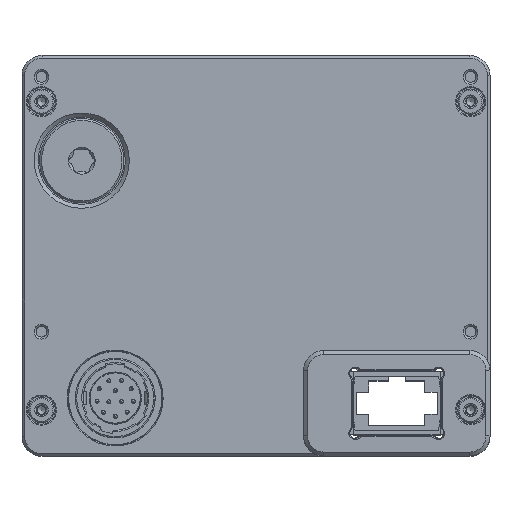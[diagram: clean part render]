
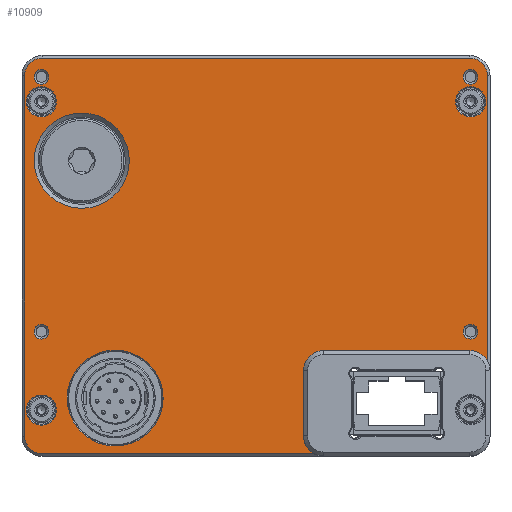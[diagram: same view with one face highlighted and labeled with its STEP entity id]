
A CAD part, top view. The second image highlights one B-rep face of the part: STEP entity #10909.
In plain terms, the highlighted planar face has unit normal (0, 0, 1).
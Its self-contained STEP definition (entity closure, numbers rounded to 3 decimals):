
#10034=FACE_BOUND('',#18792,.T.);
#10035=FACE_BOUND('',#18793,.T.);
#10036=FACE_BOUND('',#18794,.T.);
#10037=FACE_BOUND('',#18795,.T.);
#10038=FACE_BOUND('',#18796,.T.);
#10039=FACE_BOUND('',#18797,.T.);
#10040=FACE_BOUND('',#18798,.T.);
#10041=FACE_BOUND('',#18799,.T.);
#10042=FACE_BOUND('',#18800,.T.);
#10043=FACE_BOUND('',#18801,.T.);
#10909=ADVANCED_FACE('',(#10034,#10035,#10036,#10037,#10038,#10039,#10040,
#10041,#10042,#10043),#14203,.F.);
#14203=PLANE('',#61826);
#18792=EDGE_LOOP('',(#24656));
#18793=EDGE_LOOP('',(#24657));
#18794=EDGE_LOOP('',(#24658));
#18795=EDGE_LOOP('',(#24659));
#18796=EDGE_LOOP('',(#24660));
#18797=EDGE_LOOP('',(#24661));
#18798=EDGE_LOOP('',(#24662));
#18799=EDGE_LOOP('',(#24663));
#18800=EDGE_LOOP('',(#24664));
#18801=EDGE_LOOP('',(#24665,#24666,#24667,#24668,#24669,#24670,#24671,#24672,
#24673,#24674,#24675,#24676));
#22587=CIRCLE('',#61811,7.1);
#22588=CIRCLE('',#61812,7.15);
#22589=CIRCLE('',#61813,2.25);
#22590=CIRCLE('',#61814,2.25);
#22591=CIRCLE('',#61815,2.25);
#22592=CIRCLE('',#61816,1.1);
#22593=CIRCLE('',#61817,1.1);
#22594=CIRCLE('',#61818,1.1);
#22595=CIRCLE('',#61819,1.1);
#22596=CIRCLE('',#61820,2.6);
#22597=CIRCLE('',#61821,3.);
#22598=CIRCLE('',#61822,3.);
#22599=CIRCLE('',#61823,3.);
#22600=CIRCLE('',#61824,2.6);
#22601=CIRCLE('',#61825,2.6);
#24656=ORIENTED_EDGE('',*,*,#44639,.T.);
#24657=ORIENTED_EDGE('',*,*,#44640,.T.);
#24658=ORIENTED_EDGE('',*,*,#44641,.T.);
#24659=ORIENTED_EDGE('',*,*,#44642,.T.);
#24660=ORIENTED_EDGE('',*,*,#44643,.T.);
#24661=ORIENTED_EDGE('',*,*,#44644,.T.);
#24662=ORIENTED_EDGE('',*,*,#44645,.T.);
#24663=ORIENTED_EDGE('',*,*,#44646,.T.);
#24664=ORIENTED_EDGE('',*,*,#44647,.T.);
#24665=ORIENTED_EDGE('',*,*,#44648,.T.);
#24666=ORIENTED_EDGE('',*,*,#44649,.T.);
#24667=ORIENTED_EDGE('',*,*,#44650,.T.);
#24668=ORIENTED_EDGE('',*,*,#44651,.F.);
#24669=ORIENTED_EDGE('',*,*,#44652,.T.);
#24670=ORIENTED_EDGE('',*,*,#44653,.T.);
#24671=ORIENTED_EDGE('',*,*,#44654,.T.);
#24672=ORIENTED_EDGE('',*,*,#44655,.T.);
#24673=ORIENTED_EDGE('',*,*,#44656,.T.);
#24674=ORIENTED_EDGE('',*,*,#44657,.T.);
#24675=ORIENTED_EDGE('',*,*,#44658,.T.);
#24676=ORIENTED_EDGE('',*,*,#44659,.T.);
#39770=VERTEX_POINT('',#82067);
#39771=VERTEX_POINT('',#82069);
#39772=VERTEX_POINT('',#82071);
#39773=VERTEX_POINT('',#82073);
#39774=VERTEX_POINT('',#82075);
#39775=VERTEX_POINT('',#82077);
#39776=VERTEX_POINT('',#82079);
#39777=VERTEX_POINT('',#82081);
#39778=VERTEX_POINT('',#82083);
#39779=VERTEX_POINT('',#82085);
#39780=VERTEX_POINT('',#82086);
#39781=VERTEX_POINT('',#82088);
#39782=VERTEX_POINT('',#82090);
#39783=VERTEX_POINT('',#82092);
#39784=VERTEX_POINT('',#82094);
#39785=VERTEX_POINT('',#82096);
#39786=VERTEX_POINT('',#82098);
#39787=VERTEX_POINT('',#82100);
#39788=VERTEX_POINT('',#82102);
#39789=VERTEX_POINT('',#82104);
#39790=VERTEX_POINT('',#82106);
#44639=EDGE_CURVE('',#39770,#39770,#22587,.T.);
#44640=EDGE_CURVE('',#39771,#39771,#22588,.T.);
#44641=EDGE_CURVE('',#39772,#39772,#22589,.T.);
#44642=EDGE_CURVE('',#39773,#39773,#22590,.T.);
#44643=EDGE_CURVE('',#39774,#39774,#22591,.T.);
#44644=EDGE_CURVE('',#39775,#39775,#22592,.T.);
#44645=EDGE_CURVE('',#39776,#39776,#22593,.T.);
#44646=EDGE_CURVE('',#39777,#39777,#22594,.T.);
#44647=EDGE_CURVE('',#39778,#39778,#22595,.T.);
#44648=EDGE_CURVE('',#39779,#39780,#22596,.T.);
#44649=EDGE_CURVE('',#39780,#39781,#52242,.T.);
#44650=EDGE_CURVE('',#39781,#39782,#22597,.T.);
#44651=EDGE_CURVE('',#39783,#39782,#52243,.T.);
#44652=EDGE_CURVE('',#39783,#39784,#22598,.T.);
#44653=EDGE_CURVE('',#39784,#39785,#52244,.T.);
#44654=EDGE_CURVE('',#39785,#39786,#22599,.T.);
#44655=EDGE_CURVE('',#39786,#39787,#52245,.T.);
#44656=EDGE_CURVE('',#39787,#39788,#22600,.T.);
#44657=EDGE_CURVE('',#39788,#39789,#52246,.T.);
#44658=EDGE_CURVE('',#39789,#39790,#22601,.T.);
#44659=EDGE_CURVE('',#39790,#39779,#52247,.T.);
#52242=LINE('',#82087,#56988);
#52243=LINE('',#82091,#56989);
#52244=LINE('',#82095,#56990);
#52245=LINE('',#82099,#56991);
#52246=LINE('',#82103,#56992);
#52247=LINE('',#82107,#56993);
#56988=VECTOR('',#67033,1.);
#56989=VECTOR('',#67036,1.);
#56990=VECTOR('',#67039,1.);
#56991=VECTOR('',#67042,1.);
#56992=VECTOR('',#67045,1.);
#56993=VECTOR('',#67048,1.);
#61811=AXIS2_PLACEMENT_3D('',#82066,#67013,#67014);
#61812=AXIS2_PLACEMENT_3D('',#82068,#67015,#67016);
#61813=AXIS2_PLACEMENT_3D('',#82070,#67017,#67018);
#61814=AXIS2_PLACEMENT_3D('',#82072,#67019,#67020);
#61815=AXIS2_PLACEMENT_3D('',#82074,#67021,#67022);
#61816=AXIS2_PLACEMENT_3D('',#82076,#67023,#67024);
#61817=AXIS2_PLACEMENT_3D('',#82078,#67025,#67026);
#61818=AXIS2_PLACEMENT_3D('',#82080,#67027,#67028);
#61819=AXIS2_PLACEMENT_3D('',#82082,#67029,#67030);
#61820=AXIS2_PLACEMENT_3D('',#82084,#67031,#67032);
#61821=AXIS2_PLACEMENT_3D('',#82089,#67034,#67035);
#61822=AXIS2_PLACEMENT_3D('',#82093,#67037,#67038);
#61823=AXIS2_PLACEMENT_3D('',#82097,#67040,#67041);
#61824=AXIS2_PLACEMENT_3D('',#82101,#67043,#67044);
#61825=AXIS2_PLACEMENT_3D('',#82105,#67046,#67047);
#61826=AXIS2_PLACEMENT_3D('',#82108,#67049,#67050);
#67013=DIRECTION('',(0.,0.,-1.));
#67014=DIRECTION('',(-1.,0.,0.));
#67015=DIRECTION('',(0.,0.,-1.));
#67016=DIRECTION('',(-1.,0.,0.));
#67017=DIRECTION('',(0.,0.,-1.));
#67018=DIRECTION('',(-1.,0.,0.));
#67019=DIRECTION('',(0.,0.,-1.));
#67020=DIRECTION('',(-1.,0.,0.));
#67021=DIRECTION('',(0.,0.,-1.));
#67022=DIRECTION('',(-1.,0.,0.));
#67023=DIRECTION('',(0.,0.,-1.));
#67024=DIRECTION('',(-1.,0.,0.));
#67025=DIRECTION('',(0.,0.,-1.));
#67026=DIRECTION('',(-1.,0.,0.));
#67027=DIRECTION('',(0.,0.,-1.));
#67028=DIRECTION('',(-1.,0.,0.));
#67029=DIRECTION('',(0.,0.,-1.));
#67030=DIRECTION('',(-1.,0.,0.));
#67031=DIRECTION('',(0.,0.,1.));
#67032=DIRECTION('',(-1.,0.,0.));
#67033=DIRECTION('',(1.,0.,0.));
#67034=DIRECTION('',(0.,0.,-1.));
#67035=DIRECTION('',(-1.,0.,0.));
#67036=DIRECTION('',(0.,-1.,0.));
#67037=DIRECTION('',(0.,0.,-1.));
#67038=DIRECTION('',(-1.,0.,0.));
#67039=DIRECTION('',(1.,0.,0.));
#67040=DIRECTION('',(0.,0.,-1.));
#67041=DIRECTION('',(-1.,0.,0.));
#67042=DIRECTION('',(0.,1.,0.));
#67043=DIRECTION('',(0.,0.,1.));
#67044=DIRECTION('',(-1.,0.,0.));
#67045=DIRECTION('',(-1.,0.,0.));
#67046=DIRECTION('',(0.,0.,1.));
#67047=DIRECTION('',(-1.,0.,0.));
#67048=DIRECTION('',(0.,-1.,0.));
#67049=DIRECTION('',(0.,0.,-1.));
#67050=DIRECTION('',(-1.,0.,0.));
#82066=CARTESIAN_POINT('',(-25.99,14.2,15.5));
#82067=CARTESIAN_POINT('',(-33.09,14.2,15.5));
#82068=CARTESIAN_POINT('',(-21.,-21.2,15.5));
#82069=CARTESIAN_POINT('',(-28.15,-21.2,15.5));
#82070=CARTESIAN_POINT('',(32.,23.,15.5));
#82071=CARTESIAN_POINT('',(29.75,23.,15.5));
#82072=CARTESIAN_POINT('',(-32.,23.,15.5));
#82073=CARTESIAN_POINT('',(-34.25,23.,15.5));
#82074=CARTESIAN_POINT('',(-32.,-23.,15.5));
#82075=CARTESIAN_POINT('',(-34.25,-23.,15.5));
#82076=CARTESIAN_POINT('',(32.,-11.3,15.5));
#82077=CARTESIAN_POINT('',(30.9,-11.3,15.5));
#82078=CARTESIAN_POINT('',(32.,26.7,15.5));
#82079=CARTESIAN_POINT('',(30.9,26.7,15.5));
#82080=CARTESIAN_POINT('',(-32.,26.7,15.5));
#82081=CARTESIAN_POINT('',(-33.1,26.7,15.5));
#82082=CARTESIAN_POINT('',(-32.,-11.3,15.5));
#82083=CARTESIAN_POINT('',(-33.1,-11.3,15.5));
#82084=CARTESIAN_POINT('',(-31.9,-26.9,15.5));
#82085=CARTESIAN_POINT('',(-34.5,-26.9,15.5));
#82086=CARTESIAN_POINT('',(-31.9,-29.5,15.5));
#82087=CARTESIAN_POINT('',(0.,-29.5,15.5));
#82088=CARTESIAN_POINT('',(8.603,-29.5,15.5));
#82089=CARTESIAN_POINT('',(10.1,-26.9,15.5));
#82090=CARTESIAN_POINT('',(7.1,-26.9,15.5));
#82091=CARTESIAN_POINT('',(7.1,-14.15,15.5));
#82092=CARTESIAN_POINT('',(7.1,-17.15,15.5));
#82093=CARTESIAN_POINT('',(10.1,-17.15,15.5));
#82094=CARTESIAN_POINT('',(10.1,-14.15,15.5));
#82095=CARTESIAN_POINT('',(0.,-14.15,15.5));
#82096=CARTESIAN_POINT('',(31.9,-14.15,15.5));
#82097=CARTESIAN_POINT('',(31.9,-17.15,15.5));
#82098=CARTESIAN_POINT('',(34.5,-15.653,15.5));
#82099=CARTESIAN_POINT('',(34.5,26.9,15.5));
#82100=CARTESIAN_POINT('',(34.5,26.9,15.5));
#82101=CARTESIAN_POINT('',(31.9,26.9,15.5));
#82102=CARTESIAN_POINT('',(31.9,29.5,15.5));
#82103=CARTESIAN_POINT('',(-31.9,29.5,15.5));
#82104=CARTESIAN_POINT('',(-31.9,29.5,15.5));
#82105=CARTESIAN_POINT('',(-31.9,26.9,15.5));
#82106=CARTESIAN_POINT('',(-34.5,26.9,15.5));
#82107=CARTESIAN_POINT('',(-34.5,-26.9,15.5));
#82108=CARTESIAN_POINT('',(0.,0.,15.5));
